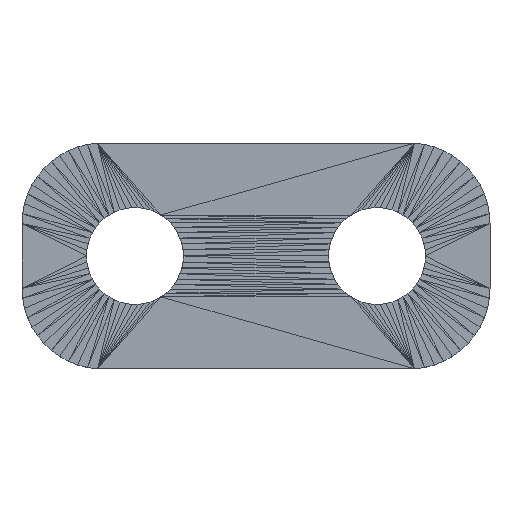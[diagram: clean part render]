
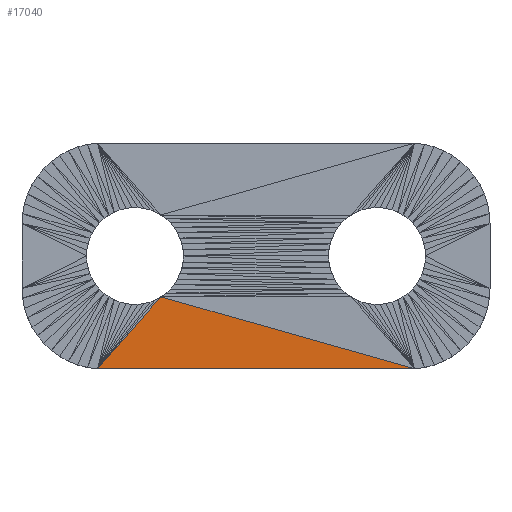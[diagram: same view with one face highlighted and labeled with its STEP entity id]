
A CAD part, top view. The second image highlights one B-rep face of the part: STEP entity #17040.
In plain terms, the highlighted planar face has unit normal (0, 0, 1).
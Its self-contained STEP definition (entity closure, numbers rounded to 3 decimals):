
#12663 = VERTEX_POINT('',#12664);
#12664 = CARTESIAN_POINT('',(-5.893,-2.533,3.));
#12820 = PLANE('',#12821);
#12821 = AXIS2_PLACEMENT_3D('',#12822,#12823,#12824);
#12822 = CARTESIAN_POINT('',(-7.874,-4.736,3.));
#12823 = DIRECTION('',(0.,0.,1.));
#12824 = DIRECTION('',(1.,0.,0.));
#16155 = VERTEX_POINT('',#16156);
#16156 = CARTESIAN_POINT('',(9.814,-6.99,3.));
#16402 = PLANE('',#16403);
#16403 = AXIS2_PLACEMENT_3D('',#16404,#16405,#16406);
#16404 = CARTESIAN_POINT('',(2.309,-3.99,3.));
#16405 = DIRECTION('',(0.,0.,1.));
#16406 = DIRECTION('',(0.,1.,0.));
#16836 = EDGE_CURVE('',#12663,#16155,#16837,.T.);
#16837 = SURFACE_CURVE('',#16838,(#16842,#16849),.PCURVE_S1.);
#16838 = LINE('',#16839,#16840);
#16839 = CARTESIAN_POINT('',(-5.893,-2.533,3.));
#16840 = VECTOR('',#16841,1.);
#16841 = DIRECTION('',(0.962,-0.273,0.));
#16842 = PCURVE('',#16402,#16843);
#16843 = DEFINITIONAL_REPRESENTATION('',(#16844),#16848);
#16844 = LINE('',#16845,#16846);
#16845 = CARTESIAN_POINT('',(1.457,8.202));
#16846 = VECTOR('',#16847,1.);
#16847 = DIRECTION('',(-0.273,-0.962));
#16848 = ( GEOMETRIC_REPRESENTATION_CONTEXT(2) 
PARAMETRIC_REPRESENTATION_CONTEXT() REPRESENTATION_CONTEXT('2D SPACE',''
  ) );
#16849 = PCURVE('',#16850,#16855);
#16850 = PLANE('',#16851);
#16851 = AXIS2_PLACEMENT_3D('',#16852,#16853,#16854);
#16852 = CARTESIAN_POINT('',(-0.349,-5.806,3.));
#16853 = DIRECTION('',(0.,0.,1.));
#16854 = DIRECTION('',(1.,0.,-0.));
#16855 = DEFINITIONAL_REPRESENTATION('',(#16856),#16860);
#16856 = LINE('',#16857,#16858);
#16857 = CARTESIAN_POINT('',(-5.544,3.273));
#16858 = VECTOR('',#16859,1.);
#16859 = DIRECTION('',(0.962,-0.273));
#16860 = ( GEOMETRIC_REPRESENTATION_CONTEXT(2) 
PARAMETRIC_REPRESENTATION_CONTEXT() REPRESENTATION_CONTEXT('2D SPACE',''
  ) );
#16866 = EDGE_CURVE('',#16867,#12663,#16869,.T.);
#16867 = VERTEX_POINT('',#16868);
#16868 = CARTESIAN_POINT('',(-9.814,-6.99,3.));
#16869 = SURFACE_CURVE('',#16870,(#16874,#16881),.PCURVE_S1.);
#16870 = LINE('',#16871,#16872);
#16871 = CARTESIAN_POINT('',(-9.814,-6.99,3.));
#16872 = VECTOR('',#16873,1.);
#16873 = DIRECTION('',(0.661,0.751,0.));
#16874 = PCURVE('',#12820,#16875);
#16875 = DEFINITIONAL_REPRESENTATION('',(#16876),#16880);
#16876 = LINE('',#16877,#16878);
#16877 = CARTESIAN_POINT('',(-1.94,-2.254));
#16878 = VECTOR('',#16879,1.);
#16879 = DIRECTION('',(0.661,0.751));
#16880 = ( GEOMETRIC_REPRESENTATION_CONTEXT(2) 
PARAMETRIC_REPRESENTATION_CONTEXT() REPRESENTATION_CONTEXT('2D SPACE',''
  ) );
#16881 = PCURVE('',#16850,#16882);
#16882 = DEFINITIONAL_REPRESENTATION('',(#16883),#16887);
#16883 = LINE('',#16884,#16885);
#16884 = CARTESIAN_POINT('',(-9.465,-1.184));
#16885 = VECTOR('',#16886,1.);
#16886 = DIRECTION('',(0.661,0.751));
#16887 = ( GEOMETRIC_REPRESENTATION_CONTEXT(2) 
PARAMETRIC_REPRESENTATION_CONTEXT() REPRESENTATION_CONTEXT('2D SPACE',''
  ) );
#17040 = ADVANCED_FACE('',(#17041),#16850,.T.);
#17041 = FACE_BOUND('',#17042,.T.);
#17042 = EDGE_LOOP('',(#17043,#17044,#17070));
#17043 = ORIENTED_EDGE('',*,*,#16866,.F.);
#17044 = ORIENTED_EDGE('',*,*,#17045,.T.);
#17045 = EDGE_CURVE('',#16867,#16155,#17046,.T.);
#17046 = SURFACE_CURVE('',#17047,(#17051,#17058),.PCURVE_S1.);
#17047 = LINE('',#17048,#17049);
#17048 = CARTESIAN_POINT('',(-9.814,-6.99,3.));
#17049 = VECTOR('',#17050,1.);
#17050 = DIRECTION('',(1.,0.,0.));
#17051 = PCURVE('',#16850,#17052);
#17052 = DEFINITIONAL_REPRESENTATION('',(#17053),#17057);
#17053 = LINE('',#17054,#17055);
#17054 = CARTESIAN_POINT('',(-9.465,-1.184));
#17055 = VECTOR('',#17056,1.);
#17056 = DIRECTION('',(1.,0.));
#17057 = ( GEOMETRIC_REPRESENTATION_CONTEXT(2) 
PARAMETRIC_REPRESENTATION_CONTEXT() REPRESENTATION_CONTEXT('2D SPACE',''
  ) );
#17058 = PCURVE('',#17059,#17064);
#17059 = PLANE('',#17060);
#17060 = AXIS2_PLACEMENT_3D('',#17061,#17062,#17063);
#17061 = CARTESIAN_POINT('',(-0.693,-6.99,
    2.193));
#17062 = DIRECTION('',(0.,-1.,0.));
#17063 = DIRECTION('',(0.,0.,-1.));
#17064 = DEFINITIONAL_REPRESENTATION('',(#17065),#17069);
#17065 = LINE('',#17066,#17067);
#17066 = CARTESIAN_POINT('',(-0.807,-9.121));
#17067 = VECTOR('',#17068,1.);
#17068 = DIRECTION('',(0.,1.));
#17069 = ( GEOMETRIC_REPRESENTATION_CONTEXT(2) 
PARAMETRIC_REPRESENTATION_CONTEXT() REPRESENTATION_CONTEXT('2D SPACE',''
  ) );
#17070 = ORIENTED_EDGE('',*,*,#16836,.F.);
